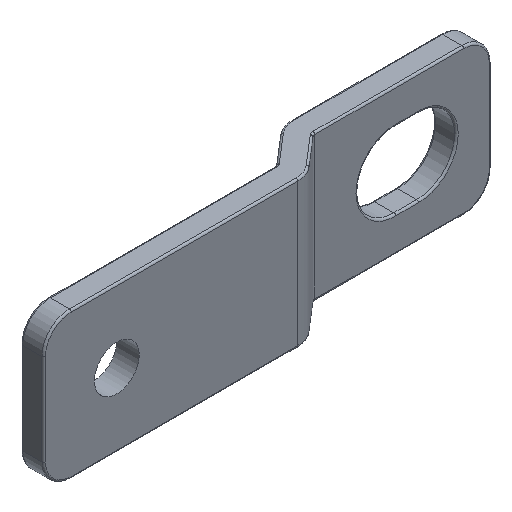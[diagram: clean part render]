
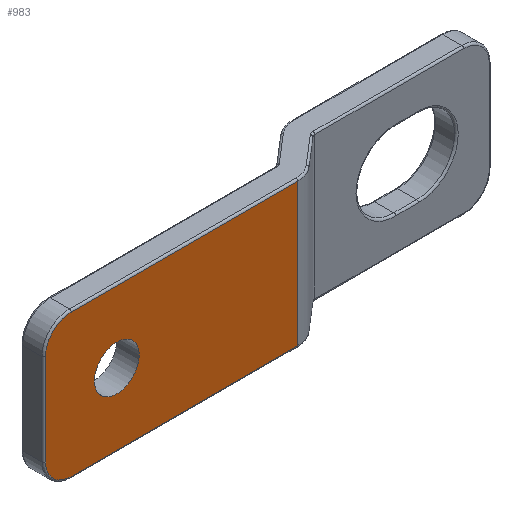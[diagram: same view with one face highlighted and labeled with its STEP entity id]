
A CAD part, isometric view. The second image highlights one B-rep face of the part: STEP entity #983.
In plain terms, the highlighted planar face has unit normal (0, -1, 0).
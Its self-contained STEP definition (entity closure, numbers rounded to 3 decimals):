
#18=FACE_BOUND('',#174,.T.);
#29=PLANE('',#1147);
#107=FACE_OUTER_BOUND('',#173,.T.);
#173=EDGE_LOOP('',(#865,#866,#867,#868,#869,#870));
#174=EDGE_LOOP('',(#871));
#202=LINE('',#1604,#263);
#211=LINE('',#1665,#272);
#212=LINE('',#1673,#273);
#238=LINE('',#1785,#299);
#263=VECTOR('',#1258,10.);
#272=VECTOR('',#1335,10.);
#273=VECTOR('',#1346,10.);
#299=VECTOR('',#1490,10.);
#324=CIRCLE('',#1045,2.8);
#352=CIRCLE('',#1087,2.8);
#384=CIRCLE('',#1148,2.459);
#414=VERTEX_POINT('',#1592);
#415=VERTEX_POINT('',#1594);
#417=VERTEX_POINT('',#1600);
#433=VERTEX_POINT('',#1655);
#435=VERTEX_POINT('',#1661);
#437=VERTEX_POINT('',#1667);
#466=VERTEX_POINT('',#1786);
#508=EDGE_CURVE('',#414,#415,#324,.T.);
#513=EDGE_CURVE('',#415,#417,#202,.T.);
#544=EDGE_CURVE('',#433,#435,#211,.T.);
#547=EDGE_CURVE('',#435,#437,#352,.T.);
#548=EDGE_CURVE('',#437,#414,#212,.T.);
#605=EDGE_CURVE('',#433,#417,#238,.T.);
#606=EDGE_CURVE('',#466,#466,#384,.T.);
#865=ORIENTED_EDGE('',*,*,#544,.F.);
#866=ORIENTED_EDGE('',*,*,#605,.T.);
#867=ORIENTED_EDGE('',*,*,#513,.F.);
#868=ORIENTED_EDGE('',*,*,#508,.F.);
#869=ORIENTED_EDGE('',*,*,#548,.F.);
#870=ORIENTED_EDGE('',*,*,#547,.F.);
#871=ORIENTED_EDGE('',*,*,#606,.T.);
#983=ADVANCED_FACE('',(#107,#18),#29,.T.);
#1045=AXIS2_PLACEMENT_3D('',#1595,#1247,#1248);
#1087=AXIS2_PLACEMENT_3D('',#1671,#1342,#1343);
#1147=AXIS2_PLACEMENT_3D('',#1784,#1488,#1489);
#1148=AXIS2_PLACEMENT_3D('',#1787,#1491,#1492);
#1247=DIRECTION('center_axis',(0.,1.,0.));
#1248=DIRECTION('ref_axis',(-0.707,0.,0.707));
#1258=DIRECTION('',(1.,0.,0.));
#1335=DIRECTION('',(-1.,0.,0.));
#1342=DIRECTION('center_axis',(0.,1.,0.));
#1343=DIRECTION('ref_axis',(-0.707,0.,-0.707));
#1346=DIRECTION('',(0.,0.,1.));
#1488=DIRECTION('center_axis',(0.,-1.,0.));
#1489=DIRECTION('ref_axis',(0.,0.,-1.));
#1490=DIRECTION('',(0.,0.,1.));
#1491=DIRECTION('center_axis',(0.,1.,0.));
#1492=DIRECTION('ref_axis',(1.,0.,0.));
#1592=CARTESIAN_POINT('',(0.2,0.,5.));
#1594=CARTESIAN_POINT('',(3.,0.,7.8));
#1595=CARTESIAN_POINT('Origin',(3.,0.,5.));
#1600=CARTESIAN_POINT('',(27.815,0.,7.8));
#1604=CARTESIAN_POINT('',(27.077,0.,7.8));
#1655=CARTESIAN_POINT('',(27.815,0.,-7.8));
#1661=CARTESIAN_POINT('',(3.,0.,-7.8));
#1665=CARTESIAN_POINT('',(27.077,0.,-7.8));
#1667=CARTESIAN_POINT('',(0.2,0.,-5.));
#1671=CARTESIAN_POINT('Origin',(3.,0.,-5.));
#1673=CARTESIAN_POINT('',(0.2,0.,0.));
#1784=CARTESIAN_POINT('Origin',(27.815,0.,0.));
#1785=CARTESIAN_POINT('',(27.815,0.,0.));
#1786=CARTESIAN_POINT('',(5.542,0.,0.));
#1787=CARTESIAN_POINT('Origin',(8.,0.,0.));
